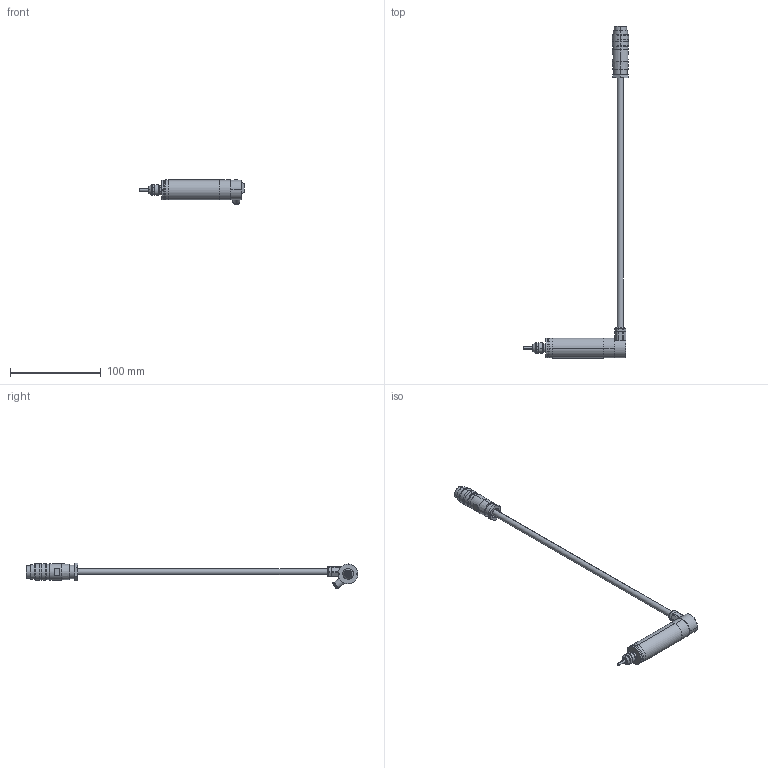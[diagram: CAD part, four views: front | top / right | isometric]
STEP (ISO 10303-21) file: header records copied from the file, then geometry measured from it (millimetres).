
FILE_DESCRIPTION (( 'STEP AP203' ), '1' );
FILE_NAME ('BM-322.STEP', '2016-07-28T23:47:31', ( '株式会社ナカニシ' ), ( '' ), 'SwSTEP 2.0', 'SolidWorks 2013', '' );
FILE_SCHEMA (( 'CONFIG_CONTROL_DESIGN' ));
Length unit declared in the file: millimetre
Products named in the file (1): BM-322
Bounding box: 116.02 x 366.5 x 28.49 mm (x, y, z)
Surface area: 20097 mm2 (no closed solid volume)
Topology: 0 solids, 23 shells, 291 faces, 757 edges, 486 vertices
Faces by surface type: cylinder 110, plane 87, cone 64, torus 26, bspline 4
Entity records: 9261 total; most frequent: CARTESIAN_POINT 2020, DIRECTION 1625, ORIENTED_EDGE 1329, EDGE_CURVE 755, AXIS2_PLACEMENT_3D 667, VERTEX_POINT 486, CIRCLE 379, EDGE_LOOP 324
